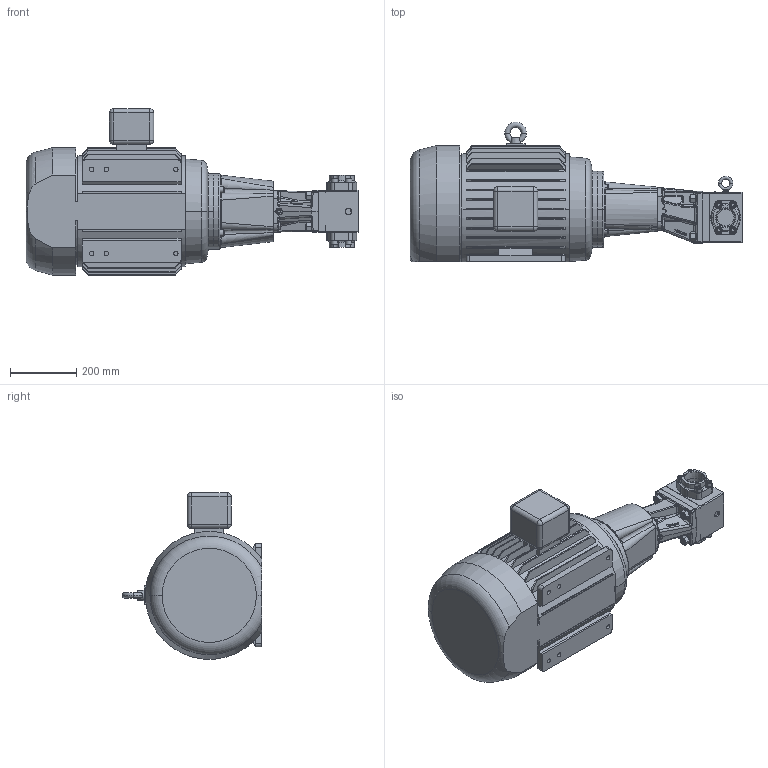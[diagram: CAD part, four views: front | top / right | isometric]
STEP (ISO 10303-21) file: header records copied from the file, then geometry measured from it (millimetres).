
FILE_DESCRIPTION (( 'STEP AP214' ), '1' );
FILE_NAME ('GPV-1009-016-U.STEP', '2019-05-22T15:43:26', ( '' ), ( '' ), 'SwSTEP 2.0', 'SolidWorks 2018', '' );
FILE_SCHEMA (( 'AUTOMOTIVE_DESIGN' ));
Length unit declared in the file: inch
Products named in the file (1): GPV-1009-016-U
Bounding box: 1002.21 x 421.73 x 503.17 mm (x, y, z)
Volume: 46991838.1 mm3; surface area: 2412813.2 mm2
Topology: 24 solids, 26 shells, 2285 faces, 5494 edges, 3363 vertices
Faces by surface type: plane 840, cylinder 668, cone 460, bspline 216, torus 61, sphere 40
Entity records: 110180 total; most frequent: CARTESIAN_POINT 28556, ORIENTED_EDGE 10944, DIRECTION 10529, EDGE_CURVE 5472, AXIS2_PLACEMENT_3D 4045, VERTEX_POINT 3363, EDGE_LOOP 2493, VECTOR 2439
